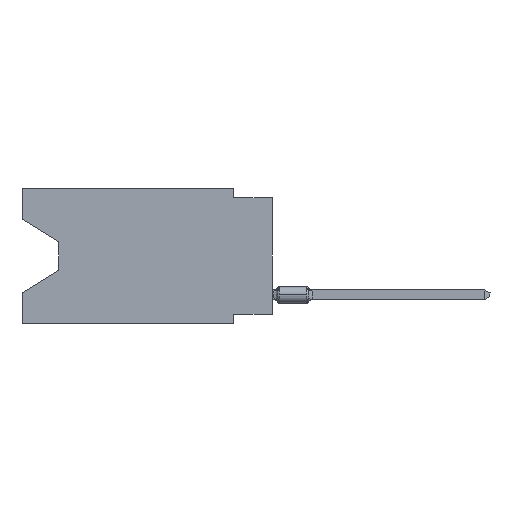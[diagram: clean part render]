
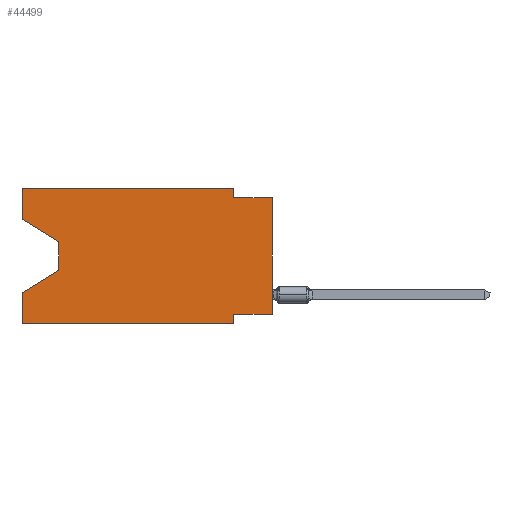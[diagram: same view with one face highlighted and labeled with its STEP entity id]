
A CAD part, left-side view. The second image highlights one B-rep face of the part: STEP entity #44499.
In plain terms, the highlighted planar face has unit normal (-1, 0, 0).
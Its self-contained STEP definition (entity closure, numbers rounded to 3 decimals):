
#162 = CARTESIAN_POINT ( 'NONE',  ( 0., 16.383, 0. ) ) ;
#282 = VECTOR ( 'NONE', #10581, 1000. ) ;
#368 = LINE ( 'NONE', #27724, #29073 ) ;
#582 = CARTESIAN_POINT ( 'NONE',  ( 0., 13.97, -5.385 ) ) ;
#802 = CARTESIAN_POINT ( 'NONE',  ( 0., 16.383, -8.89 ) ) ;
#1181 = ORIENTED_EDGE ( 'NONE', *, *, #21815, .F. ) ;
#1760 = CARTESIAN_POINT ( 'NONE',  ( 0., 2.54, -8.255 ) ) ;
#1930 = FACE_OUTER_BOUND ( 'NONE', #2221, .T. ) ;
#2221 = EDGE_LOOP ( 'NONE', ( #36754, #35864, #18903, #49107, #36677, #14837, #2625, #20698, #10714, #49061, #1181, #54217 ) ) ;
#2549 = CARTESIAN_POINT ( 'NONE',  ( 0., 2.54, 0. ) ) ;
#2625 = ORIENTED_EDGE ( 'NONE', *, *, #8769, .F. ) ;
#2859 = VECTOR ( 'NONE', #9045, 1000. ) ;
#5442 = DIRECTION ( 'NONE',  ( 0., 0., -1. ) ) ;
#5451 = VERTEX_POINT ( 'NONE', #54753 ) ;
#6002 = EDGE_CURVE ( 'NONE', #49602, #18697, #17380, .T. ) ;
#6954 = DIRECTION ( 'NONE',  ( 1., 0., 0. ) ) ;
#7362 = CARTESIAN_POINT ( 'NONE',  ( 0., 16.383, -8.89 ) ) ;
#7769 = DIRECTION ( 'NONE',  ( 0., -1., 0. ) ) ;
#8369 = VECTOR ( 'NONE', #9103, 1000. ) ;
#8769 = EDGE_CURVE ( 'NONE', #15700, #38770, #34030, .T. ) ;
#9045 = DIRECTION ( 'NONE',  ( 0., 0., -1. ) ) ;
#9103 = DIRECTION ( 'NONE',  ( 0., -1., 0. ) ) ;
#9372 = VECTOR ( 'NONE', #26507, 1000. ) ;
#10168 = CARTESIAN_POINT ( 'NONE',  ( 0., 2.54, -8.89 ) ) ;
#10370 = EDGE_CURVE ( 'NONE', #47037, #56908, #19728, .T. ) ;
#10581 = DIRECTION ( 'NONE',  ( 0., 1., 0. ) ) ;
#10714 = ORIENTED_EDGE ( 'NONE', *, *, #53194, .F. ) ;
#11707 = CARTESIAN_POINT ( 'NONE',  ( 0., 0., -8.255 ) ) ;
#12285 = EDGE_CURVE ( 'NONE', #49303, #20008, #368, .T. ) ;
#13449 = DIRECTION ( 'NONE',  ( 0., -1., 0. ) ) ;
#14009 = DIRECTION ( 'NONE',  ( 0., 0., 1. ) ) ;
#14289 = VECTOR ( 'NONE', #7769, 1000. ) ;
#14659 = LINE ( 'NONE', #10168, #49347 ) ;
#14837 = ORIENTED_EDGE ( 'NONE', *, *, #56257, .F. ) ;
#15271 = DIRECTION ( 'NONE',  ( 0., -0.855, -0.519 ) ) ;
#15700 = VERTEX_POINT ( 'NONE', #54733 ) ;
#16659 = LINE ( 'NONE', #16955, #14289 ) ;
#16955 = CARTESIAN_POINT ( 'NONE',  ( 0., 16.383, 0. ) ) ;
#17380 = LINE ( 'NONE', #35523, #2859 ) ;
#18697 = VERTEX_POINT ( 'NONE', #33469 ) ;
#18903 = ORIENTED_EDGE ( 'NONE', *, *, #46040, .T. ) ;
#19669 = EDGE_CURVE ( 'NONE', #49303, #23527, #23385, .T. ) ;
#19728 = LINE ( 'NONE', #28948, #27943 ) ;
#19768 = DIRECTION ( 'NONE',  ( 0., 0., -1. ) ) ;
#20008 = VERTEX_POINT ( 'NONE', #22414 ) ;
#20698 = ORIENTED_EDGE ( 'NONE', *, *, #50055, .T. ) ;
#20869 = CARTESIAN_POINT ( 'NONE',  ( 0., 16.383, 0. ) ) ;
#21535 = EDGE_CURVE ( 'NONE', #47037, #46261, #34538, .T. ) ;
#21770 = CARTESIAN_POINT ( 'NONE',  ( 0., 13.97, -5.385 ) ) ;
#21815 = EDGE_CURVE ( 'NONE', #46261, #49602, #16659, .T. ) ;
#22414 = CARTESIAN_POINT ( 'NONE',  ( 0., 16.383, -6.852 ) ) ;
#23385 = LINE ( 'NONE', #802, #8369 ) ;
#23527 = VERTEX_POINT ( 'NONE', #33745 ) ;
#24770 = DIRECTION ( 'NONE',  ( 0., 0., 1. ) ) ;
#26155 = CARTESIAN_POINT ( 'NONE',  ( 0., 16.383, -2.038 ) ) ;
#26507 = DIRECTION ( 'NONE',  ( 0., 0., -1. ) ) ;
#27296 = AXIS2_PLACEMENT_3D ( 'NONE', #34007, #6954, #19768 ) ;
#27724 = CARTESIAN_POINT ( 'NONE',  ( 0., 16.383, 0. ) ) ;
#27943 = VECTOR ( 'NONE', #15271, 1000. ) ;
#28948 = CARTESIAN_POINT ( 'NONE',  ( 0., 16.383, -2.038 ) ) ;
#29073 = VECTOR ( 'NONE', #14009, 1000. ) ;
#31413 = VECTOR ( 'NONE', #56600, 1000. ) ;
#31795 = LINE ( 'NONE', #582, #56675 ) ;
#33469 = CARTESIAN_POINT ( 'NONE',  ( 0., 2.54, -0.635 ) ) ;
#33496 = VERTEX_POINT ( 'NONE', #21770 ) ;
#33745 = CARTESIAN_POINT ( 'NONE',  ( 0., 2.54, -8.89 ) ) ;
#34007 = CARTESIAN_POINT ( 'NONE',  ( 0., 16.383, 0. ) ) ;
#34030 = LINE ( 'NONE', #11707, #282 ) ;
#34537 = LINE ( 'NONE', #57138, #9372 ) ;
#34538 = LINE ( 'NONE', #20869, #35099 ) ;
#35099 = VECTOR ( 'NONE', #24770, 1000. ) ;
#35523 = CARTESIAN_POINT ( 'NONE',  ( 0., 2.54, 0. ) ) ;
#35864 = ORIENTED_EDGE ( 'NONE', *, *, #40632, .T. ) ;
#36677 = ORIENTED_EDGE ( 'NONE', *, *, #19669, .T. ) ;
#36754 = ORIENTED_EDGE ( 'NONE', *, *, #10370, .T. ) ;
#38470 = LINE ( 'NONE', #56328, #31413 ) ;
#38770 = VERTEX_POINT ( 'NONE', #1760 ) ;
#40207 = CARTESIAN_POINT ( 'NONE',  ( 0., 0., -0.635 ) ) ;
#40632 = EDGE_CURVE ( 'NONE', #56908, #33496, #34537, .T. ) ;
#41919 = DIRECTION ( 'NONE',  ( 0., 0.855, -0.519 ) ) ;
#44499 = ADVANCED_FACE ( 'NONE', ( #1930 ), #56892, .F. ) ;
#46040 = EDGE_CURVE ( 'NONE', #33496, #20008, #31795, .T. ) ;
#46261 = VERTEX_POINT ( 'NONE', #162 ) ;
#46732 = VECTOR ( 'NONE', #13449, 1000. ) ;
#47037 = VERTEX_POINT ( 'NONE', #26155 ) ;
#49061 = ORIENTED_EDGE ( 'NONE', *, *, #6002, .F. ) ;
#49107 = ORIENTED_EDGE ( 'NONE', *, *, #12285, .F. ) ;
#49303 = VERTEX_POINT ( 'NONE', #7362 ) ;
#49347 = VECTOR ( 'NONE', #5442, 1000. ) ;
#49602 = VERTEX_POINT ( 'NONE', #2549 ) ;
#50055 = EDGE_CURVE ( 'NONE', #15700, #5451, #38470, .T. ) ;
#53194 = EDGE_CURVE ( 'NONE', #18697, #5451, #54185, .T. ) ;
#54185 = LINE ( 'NONE', #40207, #46732 ) ;
#54217 = ORIENTED_EDGE ( 'NONE', *, *, #21535, .F. ) ;
#54733 = CARTESIAN_POINT ( 'NONE',  ( 0., 0., -8.255 ) ) ;
#54753 = CARTESIAN_POINT ( 'NONE',  ( 0., 0., -0.635 ) ) ;
#56257 = EDGE_CURVE ( 'NONE', #38770, #23527, #14659, .T. ) ;
#56328 = CARTESIAN_POINT ( 'NONE',  ( 0., 0., 0. ) ) ;
#56600 = DIRECTION ( 'NONE',  ( 0., 0., 1. ) ) ;
#56675 = VECTOR ( 'NONE', #41919, 1000. ) ;
#56892 = PLANE ( 'NONE',  #27296 ) ;
#56908 = VERTEX_POINT ( 'NONE', #57464 ) ;
#57138 = CARTESIAN_POINT ( 'NONE',  ( 0., 13.97, -3.505 ) ) ;
#57464 = CARTESIAN_POINT ( 'NONE',  ( 0., 13.97, -3.505 ) ) ;
